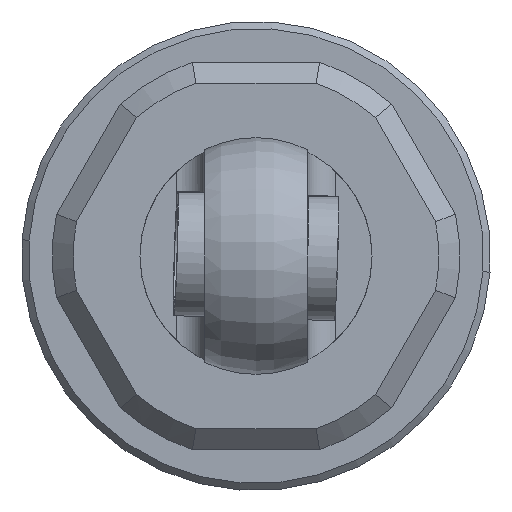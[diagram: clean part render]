
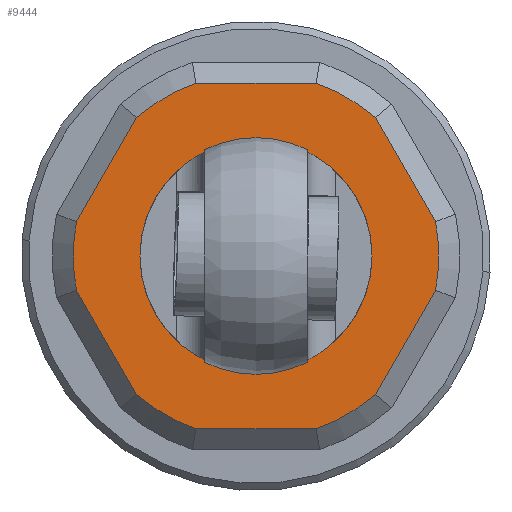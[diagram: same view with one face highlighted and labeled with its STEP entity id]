
A CAD part, front view. The second image highlights one B-rep face of the part: STEP entity #9444.
In plain terms, the highlighted planar face has unit normal (0, -1, 0).
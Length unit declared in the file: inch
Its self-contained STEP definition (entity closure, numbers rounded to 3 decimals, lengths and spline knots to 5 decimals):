
#195 = VERTEX_POINT ( 'NONE', #9890 ) ;
#363 = CARTESIAN_POINT ( 'NONE',  ( 0., -1.517, 0. ) ) ;
#459 = AXIS2_PLACEMENT_3D ( 'NONE', #1059, #9999, #2355 ) ;
#610 = EDGE_CURVE ( 'NONE', #2253, #14411, #8604, .T. ) ;
#645 = CARTESIAN_POINT ( 'NONE',  ( -0.09067, -1.517, 0.24625 ) ) ;
#755 = EDGE_CURVE ( 'NONE', #6332, #5032, #5312, .T. ) ;
#809 = VERTEX_POINT ( 'NONE', #10204 ) ;
#1059 = CARTESIAN_POINT ( 'NONE',  ( 0., -1.517, 0. ) ) ;
#1339 = PLANE ( 'NONE',  #4278 ) ;
#1494 = CIRCLE ( 'NONE', #10672, 0.26075 ) ;
#1513 = CARTESIAN_POINT ( 'NONE',  ( -0.16792, -1.517, -0.20165 ) ) ;
#1563 = CARTESIAN_POINT ( 'NONE',  ( 0., -1.517, 0. ) ) ;
#1633 = ORIENTED_EDGE ( 'NONE', *, *, #1877, .T. ) ;
#1642 = DIRECTION ( 'NONE',  ( 0., 0., -1. ) ) ;
#1774 = CIRCLE ( 'NONE', #8893, 0.1655 ) ;
#1877 = EDGE_CURVE ( 'NONE', #11508, #14932, #9298, .T. ) ;
#2198 = VECTOR ( 'NONE', #12532, 39.37008 ) ;
#2253 = VERTEX_POINT ( 'NONE', #12482 ) ;
#2324 = VECTOR ( 'NONE', #10447, 39.37008 ) ;
#2355 = DIRECTION ( 'NONE',  ( 0., 0., -1. ) ) ;
#2642 = EDGE_CURVE ( 'NONE', #13425, #2253, #8083, .T. ) ;
#2762 = CARTESIAN_POINT ( 'NONE',  ( 0.09067, -1.517, -0.24625 ) ) ;
#2783 = CARTESIAN_POINT ( 'NONE',  ( 0.08574, -1.517, 0.24625 ) ) ;
#2853 = DIRECTION ( 'NONE',  ( 0., 0., -1. ) ) ;
#2893 = CIRCLE ( 'NONE', #5580, 0.26075 ) ;
#3270 = EDGE_CURVE ( 'NONE', #14932, #7005, #15889, .T. ) ;
#3302 = DIRECTION ( 'NONE',  ( 0., -1., 0. ) ) ;
#3398 = EDGE_CURVE ( 'NONE', #3436, #9720, #1494, .T. ) ;
#3436 = VERTEX_POINT ( 'NONE', #7964 ) ;
#3452 = VERTEX_POINT ( 'NONE', #9266 ) ;
#3710 = DIRECTION ( 'NONE',  ( 0., -1., 0. ) ) ;
#3735 = CARTESIAN_POINT ( 'NONE',  ( 0.25859, -1.517, -0.0446 ) ) ;
#3785 = LINE ( 'NONE', #2762, #7175 ) ;
#3828 = DIRECTION ( 'NONE',  ( 0., -1., 0. ) ) ;
#3898 = DIRECTION ( 'NONE',  ( 0., -1., 0. ) ) ;
#3996 = ORIENTED_EDGE ( 'NONE', *, *, #755, .T. ) ;
#4254 = EDGE_CURVE ( 'NONE', #9720, #6332, #6677, .T. ) ;
#4278 = AXIS2_PLACEMENT_3D ( 'NONE', #10276, #3898, #12849 ) ;
#4377 = CARTESIAN_POINT ( 'NONE',  ( -0.25613, -1.517, -0.04887 ) ) ;
#4430 = DIRECTION ( 'NONE',  ( -1., 0., 0. ) ) ;
#4780 = EDGE_CURVE ( 'NONE', #5032, #11508, #11872, .T. ) ;
#4933 = DIRECTION ( 'NONE',  ( 0., -1., 0. ) ) ;
#4966 = CARTESIAN_POINT ( 'NONE',  ( 0., -1.517, 0. ) ) ;
#5032 = VERTEX_POINT ( 'NONE', #6124 ) ;
#5073 = ORIENTED_EDGE ( 'NONE', *, *, #3398, .T. ) ;
#5175 = LINE ( 'NONE', #11246, #2198 ) ;
#5312 = CIRCLE ( 'NONE', #5319, 0.26075 ) ;
#5319 = AXIS2_PLACEMENT_3D ( 'NONE', #11480, #3828, #12775 ) ;
#5421 = ORIENTED_EDGE ( 'NONE', *, *, #8321, .F. ) ;
#5520 = FACE_OUTER_BOUND ( 'NONE', #5843, .T. ) ;
#5580 = AXIS2_PLACEMENT_3D ( 'NONE', #4966, #13898, #6251 ) ;
#5843 = EDGE_LOOP ( 'NONE', ( #12214, #3996, #8017, #1633, #8621, #12628, #16085, #15898, #14804, #8504, #7896, #5073 ) ) ;
#5871 = AXIS2_PLACEMENT_3D ( 'NONE', #10952, #3302, #12241 ) ;
#6124 = CARTESIAN_POINT ( 'NONE',  ( -0.17039, -1.517, 0.19738 ) ) ;
#6251 = DIRECTION ( 'NONE',  ( 0., 0., -1. ) ) ;
#6252 = CARTESIAN_POINT ( 'NONE',  ( -0.25613, -1.517, 0.04887 ) ) ;
#6332 = VERTEX_POINT ( 'NONE', #12046 ) ;
#6380 = CIRCLE ( 'NONE', #14984, 0.1655 ) ;
#6614 = CARTESIAN_POINT ( 'NONE',  ( 0.25613, -1.517, -0.04887 ) ) ;
#6677 = LINE ( 'NONE', #645, #7084 ) ;
#6682 = CIRCLE ( 'NONE', #459, 0.26075 ) ;
#7005 = VERTEX_POINT ( 'NONE', #9944 ) ;
#7084 = VECTOR ( 'NONE', #4430, 39.37008 ) ;
#7175 = VECTOR ( 'NONE', #10411, 39.37008 ) ;
#7184 = CARTESIAN_POINT ( 'NONE',  ( 0., -1.517, 0.1655 ) ) ;
#7896 = ORIENTED_EDGE ( 'NONE', *, *, #8856, .T. ) ;
#7964 = CARTESIAN_POINT ( 'NONE',  ( 0.17039, -1.517, 0.19738 ) ) ;
#8017 = ORIENTED_EDGE ( 'NONE', *, *, #4780, .T. ) ;
#8069 = EDGE_CURVE ( 'NONE', #195, #13425, #3785, .T. ) ;
#8083 = CIRCLE ( 'NONE', #14415, 0.26075 ) ;
#8321 = EDGE_CURVE ( 'NONE', #13027, #809, #6380, .T. ) ;
#8504 = ORIENTED_EDGE ( 'NONE', *, *, #13449, .T. ) ;
#8604 = LINE ( 'NONE', #3735, #11982 ) ;
#8621 = ORIENTED_EDGE ( 'NONE', *, *, #3270, .T. ) ;
#8856 = EDGE_CURVE ( 'NONE', #3452, #3436, #5175, .T. ) ;
#8893 = AXIS2_PLACEMENT_3D ( 'NONE', #12582, #4933, #13864 ) ;
#8951 = EDGE_CURVE ( 'NONE', #809, #13027, #1774, .T. ) ;
#9266 = CARTESIAN_POINT ( 'NONE',  ( 0.25613, -1.517, 0.04887 ) ) ;
#9289 = DIRECTION ( 'NONE',  ( 0., -1., 0. ) ) ;
#9298 = CIRCLE ( 'NONE', #5871, 0.26075 ) ;
#9320 = FACE_BOUND ( 'NONE', #14692, .T. ) ;
#9444 = ADVANCED_FACE ( 'NONE', ( #5520, #9320 ), #1339, .T. ) ;
#9720 = VERTEX_POINT ( 'NONE', #2783 ) ;
#9890 = CARTESIAN_POINT ( 'NONE',  ( -0.08574, -1.517, -0.24625 ) ) ;
#9944 = CARTESIAN_POINT ( 'NONE',  ( -0.17039, -1.517, -0.19738 ) ) ;
#9999 = DIRECTION ( 'NONE',  ( 0., -1., 0. ) ) ;
#10204 = CARTESIAN_POINT ( 'NONE',  ( 0., -1.517, -0.1655 ) ) ;
#10276 = CARTESIAN_POINT ( 'NONE',  ( 0., -1.517, 0. ) ) ;
#10411 = DIRECTION ( 'NONE',  ( 1., 0., 0. ) ) ;
#10447 = DIRECTION ( 'NONE',  ( 0.5, 0., -0.866 ) ) ;
#10502 = DIRECTION ( 'NONE',  ( 0., -1., 0. ) ) ;
#10672 = AXIS2_PLACEMENT_3D ( 'NONE', #1563, #10502, #2853 ) ;
#10952 = CARTESIAN_POINT ( 'NONE',  ( 0., -1.517, 0. ) ) ;
#11224 = CARTESIAN_POINT ( 'NONE',  ( 0.08574, -1.517, -0.24625 ) ) ;
#11246 = CARTESIAN_POINT ( 'NONE',  ( 0.16792, -1.517, 0.20165 ) ) ;
#11358 = CARTESIAN_POINT ( 'NONE',  ( 0., -1.517, 0. ) ) ;
#11480 = CARTESIAN_POINT ( 'NONE',  ( 0., -1.517, 0. ) ) ;
#11483 = VECTOR ( 'NONE', #12368, 39.37008 ) ;
#11508 = VERTEX_POINT ( 'NONE', #6252 ) ;
#11872 = LINE ( 'NONE', #13658, #11483 ) ;
#11982 = VECTOR ( 'NONE', #12674, 39.37008 ) ;
#12046 = CARTESIAN_POINT ( 'NONE',  ( -0.08574, -1.517, 0.24625 ) ) ;
#12214 = ORIENTED_EDGE ( 'NONE', *, *, #4254, .T. ) ;
#12241 = DIRECTION ( 'NONE',  ( 0., 0., -1. ) ) ;
#12368 = DIRECTION ( 'NONE',  ( -0.5, 0., -0.866 ) ) ;
#12482 = CARTESIAN_POINT ( 'NONE',  ( 0.17039, -1.517, -0.19738 ) ) ;
#12532 = DIRECTION ( 'NONE',  ( -0.5, 0., 0.866 ) ) ;
#12582 = CARTESIAN_POINT ( 'NONE',  ( 0., -1.517, 0. ) ) ;
#12628 = ORIENTED_EDGE ( 'NONE', *, *, #13552, .T. ) ;
#12654 = DIRECTION ( 'NONE',  ( 0., 0., -1. ) ) ;
#12674 = DIRECTION ( 'NONE',  ( 0.5, 0., 0.866 ) ) ;
#12775 = DIRECTION ( 'NONE',  ( 0., 0., -1. ) ) ;
#12849 = DIRECTION ( 'NONE',  ( 0., 0., -1. ) ) ;
#13027 = VERTEX_POINT ( 'NONE', #7184 ) ;
#13425 = VERTEX_POINT ( 'NONE', #11224 ) ;
#13449 = EDGE_CURVE ( 'NONE', #14411, #3452, #6682, .T. ) ;
#13552 = EDGE_CURVE ( 'NONE', #7005, #195, #2893, .T. ) ;
#13658 = CARTESIAN_POINT ( 'NONE',  ( -0.25859, -1.517, 0.0446 ) ) ;
#13864 = DIRECTION ( 'NONE',  ( 0., 0., -1. ) ) ;
#13898 = DIRECTION ( 'NONE',  ( 0., -1., 0. ) ) ;
#14411 = VERTEX_POINT ( 'NONE', #6614 ) ;
#14415 = AXIS2_PLACEMENT_3D ( 'NONE', #11358, #3710, #12654 ) ;
#14692 = EDGE_LOOP ( 'NONE', ( #5421, #15218 ) ) ;
#14804 = ORIENTED_EDGE ( 'NONE', *, *, #610, .T. ) ;
#14932 = VERTEX_POINT ( 'NONE', #4377 ) ;
#14984 = AXIS2_PLACEMENT_3D ( 'NONE', #363, #9289, #1642 ) ;
#15218 = ORIENTED_EDGE ( 'NONE', *, *, #8951, .F. ) ;
#15889 = LINE ( 'NONE', #1513, #2324 ) ;
#15898 = ORIENTED_EDGE ( 'NONE', *, *, #2642, .T. ) ;
#16085 = ORIENTED_EDGE ( 'NONE', *, *, #8069, .T. ) ;
